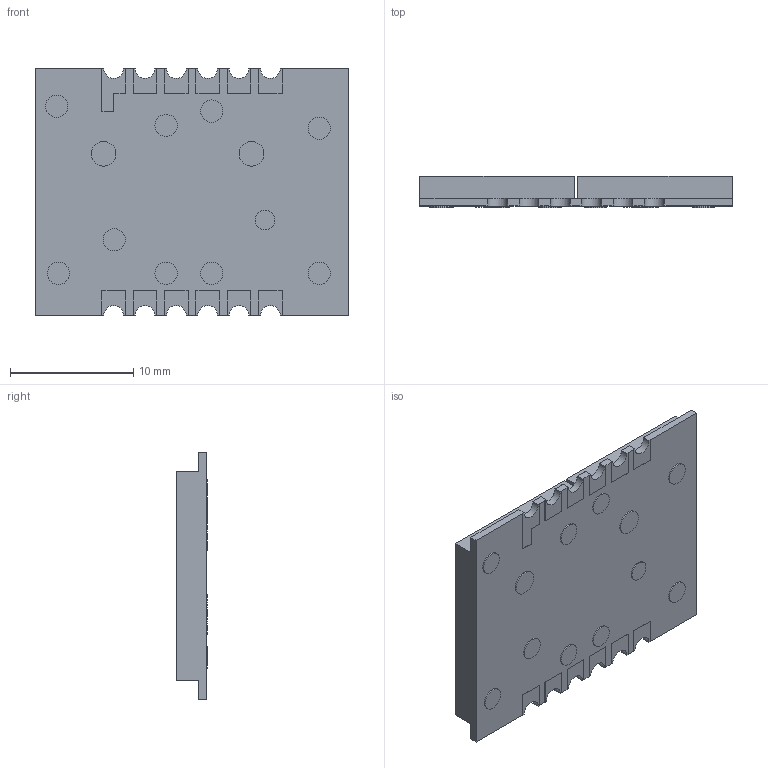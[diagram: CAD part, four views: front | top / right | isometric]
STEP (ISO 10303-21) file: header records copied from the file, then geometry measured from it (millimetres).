
FILE_DESCRIPTION (( 'STEP AP214' ), '1' );
FILE_NAME ('ACDA56-51.STEP', '2013-01-10T00:30:24', ( 'admin' ), ( '' ), 'SwSTEP 2.0', 'SolidWorks 2010', '' );
FILE_SCHEMA (( 'AUTOMOTIVE_DESIGN' ));
Length unit declared in the file: millimetre
Products named in the file (1): ACDA56-51
Bounding box: 25.3 x 2.5 x 20 mm (x, y, z)
Volume: 1064.1 mm3; surface area: 1741.3 mm2
Topology: 14 solids, 14 shells, 617 faces, 1605 edges, 1070 vertices
Faces by surface type: plane 441, bspline 116, cylinder 60
Entity records: 30466 total; most frequent: CARTESIAN_POINT 13049, ORIENTED_EDGE 3210, DIRECTION 2497, EDGE_CURVE 1605, VECTOR 1253, LINE 1253, VERTEX_POINT 1070, EDGE_LOOP 671
